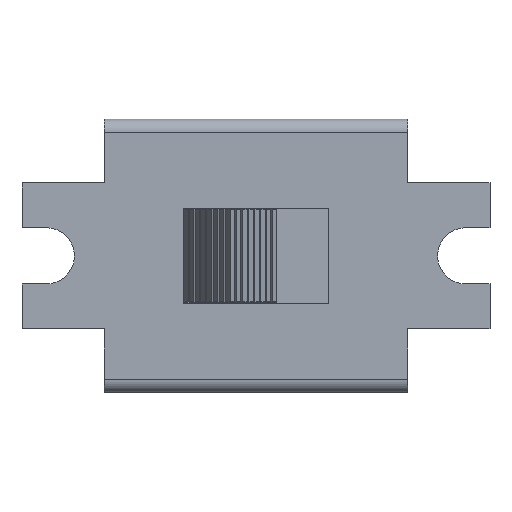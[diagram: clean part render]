
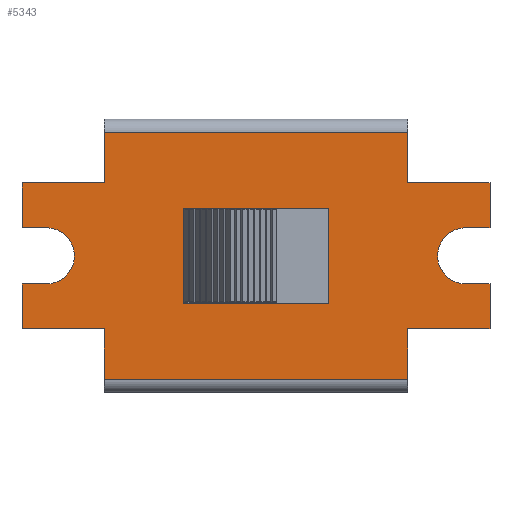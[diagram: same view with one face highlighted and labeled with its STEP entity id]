
A CAD part, top view. The second image highlights one B-rep face of the part: STEP entity #5343.
In plain terms, the highlighted planar face has unit normal (0, 0, 1).
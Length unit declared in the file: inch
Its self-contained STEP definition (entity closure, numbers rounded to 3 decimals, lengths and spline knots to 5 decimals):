
#144=FACE_BOUND('',#770,.T.);
#212=CIRCLE('',#5656,0.04626);
#216=CIRCLE('',#5669,0.04626);
#487=FACE_OUTER_BOUND('',#769,.T.);
#769=EDGE_LOOP('',(#4615,#4616,#4617,#4618,#4619,#4620,#4621,#4622,#4623,
#4624,#4625,#4626,#4627,#4628,#4629,#4630,#4631,#4632,#4633,#4634));
#770=EDGE_LOOP('',(#4635,#4636,#4637,#4638));
#1225=LINE('',#9206,#1831);
#1229=LINE('',#9213,#1835);
#1232=LINE('',#9219,#1838);
#1236=LINE('',#9231,#1842);
#1239=LINE('',#9237,#1845);
#1242=LINE('',#9243,#1848);
#1247=LINE('',#9253,#1853);
#1262=LINE('',#9287,#1868);
#1265=LINE('',#9292,#1871);
#1267=LINE('',#9296,#1873);
#1270=LINE('',#9304,#1876);
#1272=LINE('',#9308,#1878);
#1274=LINE('',#9312,#1880);
#1276=LINE('',#9317,#1882);
#1280=LINE('',#9325,#1886);
#1283=LINE('',#9331,#1889);
#1286=LINE('',#9336,#1892);
#1315=LINE('',#9391,#1921);
#1316=LINE('',#9394,#1922);
#1317=LINE('',#9398,#1923);
#1318=LINE('',#9399,#1924);
#1319=LINE('',#9400,#1925);
#1831=VECTOR('',#6654,0.3937);
#1835=VECTOR('',#6660,0.3937);
#1838=VECTOR('',#6665,0.3937);
#1842=VECTOR('',#6677,0.3937);
#1845=VECTOR('',#6682,0.3937);
#1848=VECTOR('',#6687,0.3937);
#1853=VECTOR('',#6696,0.3937);
#1868=VECTOR('',#6717,0.3937);
#1871=VECTOR('',#6722,0.3937);
#1873=VECTOR('',#6726,0.3937);
#1876=VECTOR('',#6735,0.3937);
#1878=VECTOR('',#6739,0.3937);
#1880=VECTOR('',#6743,0.3937);
#1882=VECTOR('',#6747,0.3937);
#1886=VECTOR('',#6753,0.3937);
#1889=VECTOR('',#6758,0.3937);
#1892=VECTOR('',#6763,0.3937);
#1921=VECTOR('',#6842,0.3937);
#1922=VECTOR('',#6847,0.3937);
#1923=VECTOR('',#6850,0.3937);
#1924=VECTOR('',#6851,0.3937);
#1925=VECTOR('',#6852,0.3937);
#2431=VERTEX_POINT('',#9204);
#2432=VERTEX_POINT('',#9205);
#2434=VERTEX_POINT('',#9212);
#2436=VERTEX_POINT('',#9218);
#2438=VERTEX_POINT('',#9224);
#2440=VERTEX_POINT('',#9230);
#2442=VERTEX_POINT('',#9236);
#2444=VERTEX_POINT('',#9242);
#2447=VERTEX_POINT('',#9251);
#2462=VERTEX_POINT('',#9285);
#2463=VERTEX_POINT('',#9286);
#2464=VERTEX_POINT('',#9291);
#2465=VERTEX_POINT('',#9295);
#2466=VERTEX_POINT('',#9299);
#2467=VERTEX_POINT('',#9303);
#2468=VERTEX_POINT('',#9307);
#2469=VERTEX_POINT('',#9311);
#2470=VERTEX_POINT('',#9315);
#2471=VERTEX_POINT('',#9316);
#2474=VERTEX_POINT('',#9324);
#2476=VERTEX_POINT('',#9330);
#2478=VERTEX_POINT('',#9390);
#2479=VERTEX_POINT('',#9396);
#2480=VERTEX_POINT('',#9397);
#3127=EDGE_CURVE('',#2431,#2432,#1225,.T.);
#3131=EDGE_CURVE('',#2434,#2431,#1229,.T.);
#3134=EDGE_CURVE('',#2436,#2434,#1232,.T.);
#3137=EDGE_CURVE('',#2438,#2436,#212,.T.);
#3140=EDGE_CURVE('',#2440,#2438,#1236,.T.);
#3143=EDGE_CURVE('',#2442,#2440,#1239,.T.);
#3146=EDGE_CURVE('',#2444,#2442,#1242,.T.);
#3152=EDGE_CURVE('',#2447,#2444,#1247,.T.);
#3168=EDGE_CURVE('',#2462,#2463,#1262,.T.);
#3171=EDGE_CURVE('',#2464,#2462,#1265,.T.);
#3173=EDGE_CURVE('',#2465,#2464,#1267,.T.);
#3175=EDGE_CURVE('',#2466,#2465,#216,.T.);
#3177=EDGE_CURVE('',#2467,#2466,#1270,.T.);
#3179=EDGE_CURVE('',#2468,#2467,#1272,.T.);
#3181=EDGE_CURVE('',#2469,#2468,#1274,.T.);
#3183=EDGE_CURVE('',#2470,#2471,#1276,.T.);
#3187=EDGE_CURVE('',#2474,#2470,#1280,.T.);
#3190=EDGE_CURVE('',#2476,#2474,#1283,.T.);
#3193=EDGE_CURVE('',#2471,#2476,#1286,.T.);
#3222=EDGE_CURVE('',#2463,#2478,#1315,.T.);
#3224=EDGE_CURVE('',#2478,#2447,#1316,.T.);
#3225=EDGE_CURVE('',#2479,#2480,#1317,.T.);
#3226=EDGE_CURVE('',#2432,#2479,#1318,.T.);
#3227=EDGE_CURVE('',#2480,#2469,#1319,.T.);
#4615=ORIENTED_EDGE('',*,*,#3225,.F.);
#4616=ORIENTED_EDGE('',*,*,#3226,.F.);
#4617=ORIENTED_EDGE('',*,*,#3127,.F.);
#4618=ORIENTED_EDGE('',*,*,#3131,.F.);
#4619=ORIENTED_EDGE('',*,*,#3134,.F.);
#4620=ORIENTED_EDGE('',*,*,#3137,.F.);
#4621=ORIENTED_EDGE('',*,*,#3140,.F.);
#4622=ORIENTED_EDGE('',*,*,#3143,.F.);
#4623=ORIENTED_EDGE('',*,*,#3146,.F.);
#4624=ORIENTED_EDGE('',*,*,#3152,.F.);
#4625=ORIENTED_EDGE('',*,*,#3224,.F.);
#4626=ORIENTED_EDGE('',*,*,#3222,.F.);
#4627=ORIENTED_EDGE('',*,*,#3168,.F.);
#4628=ORIENTED_EDGE('',*,*,#3171,.F.);
#4629=ORIENTED_EDGE('',*,*,#3173,.F.);
#4630=ORIENTED_EDGE('',*,*,#3175,.F.);
#4631=ORIENTED_EDGE('',*,*,#3177,.F.);
#4632=ORIENTED_EDGE('',*,*,#3179,.F.);
#4633=ORIENTED_EDGE('',*,*,#3181,.F.);
#4634=ORIENTED_EDGE('',*,*,#3227,.F.);
#4635=ORIENTED_EDGE('',*,*,#3193,.T.);
#4636=ORIENTED_EDGE('',*,*,#3190,.T.);
#4637=ORIENTED_EDGE('',*,*,#3187,.T.);
#4638=ORIENTED_EDGE('',*,*,#3183,.T.);
#5071=PLANE('',#5704);
#5343=ADVANCED_FACE('',(#487,#144),#5071,.T.);
#5656=AXIS2_PLACEMENT_3D('',#9225,#6670,#6671);
#5669=AXIS2_PLACEMENT_3D('',#9300,#6730,#6731);
#5704=AXIS2_PLACEMENT_3D('',#9395,#6848,#6849);
#6654=DIRECTION('',(-1.,0.,0.));
#6660=DIRECTION('',(0.,-1.,0.));
#6665=DIRECTION('',(1.,0.,0.));
#6670=DIRECTION('center_axis',(0.,0.,1.));
#6671=DIRECTION('ref_axis',(0.,1.,0.));
#6677=DIRECTION('',(-1.,0.,0.));
#6682=DIRECTION('',(0.,-1.,0.));
#6687=DIRECTION('',(1.,0.,0.));
#6696=DIRECTION('',(0.,-1.,0.));
#6717=DIRECTION('',(1.,0.,0.));
#6722=DIRECTION('',(0.,1.,0.));
#6726=DIRECTION('',(-1.,0.,0.));
#6730=DIRECTION('center_axis',(0.,0.,1.));
#6731=DIRECTION('ref_axis',(0.,-1.,0.));
#6735=DIRECTION('',(1.,0.,0.));
#6739=DIRECTION('',(0.,1.,0.));
#6743=DIRECTION('',(-1.,0.,0.));
#6747=DIRECTION('',(-1.,0.,0.));
#6753=DIRECTION('',(0.,-1.,0.));
#6758=DIRECTION('',(1.,0.,0.));
#6763=DIRECTION('',(0.,1.,0.));
#6842=DIRECTION('',(0.,1.,0.));
#6847=DIRECTION('',(1.,0.,0.));
#6848=DIRECTION('center_axis',(0.,0.,1.));
#6849=DIRECTION('ref_axis',(-1.,0.,0.));
#6850=DIRECTION('',(-1.,0.,0.));
#6851=DIRECTION('',(0.,-1.,0.));
#6852=DIRECTION('',(0.,1.,0.));
#9204=CARTESIAN_POINT('',(0.38504,-0.12008,0.3));
#9205=CARTESIAN_POINT('',(0.25,-0.12008,0.3));
#9206=CARTESIAN_POINT('',(0.38504,-0.12008,0.3));
#9212=CARTESIAN_POINT('',(0.38504,-0.04626,0.3));
#9213=CARTESIAN_POINT('',(0.38504,-0.04626,0.3));
#9218=CARTESIAN_POINT('',(0.34508,-0.04626,0.3));
#9219=CARTESIAN_POINT('',(0.34508,-0.04626,0.3));
#9224=CARTESIAN_POINT('',(0.34508,0.04626,0.3));
#9225=CARTESIAN_POINT('Origin',(0.34508,0.,0.3));
#9230=CARTESIAN_POINT('',(0.38504,0.04626,0.3));
#9231=CARTESIAN_POINT('',(0.38504,0.04626,0.3));
#9236=CARTESIAN_POINT('',(0.38504,0.12008,0.3));
#9237=CARTESIAN_POINT('',(0.38504,0.12008,0.3));
#9242=CARTESIAN_POINT('',(0.25,0.12008,0.3));
#9243=CARTESIAN_POINT('',(0.25,0.12008,0.3));
#9251=CARTESIAN_POINT('',(0.25,0.20295,0.3));
#9253=CARTESIAN_POINT('',(0.25,0.225,0.3));
#9285=CARTESIAN_POINT('',(-0.38504,0.12008,0.3));
#9286=CARTESIAN_POINT('',(-0.25,0.12008,0.3));
#9287=CARTESIAN_POINT('',(-0.38504,0.12008,0.3));
#9291=CARTESIAN_POINT('',(-0.38504,0.04626,0.3));
#9292=CARTESIAN_POINT('',(-0.38504,0.04626,0.3));
#9295=CARTESIAN_POINT('',(-0.34508,0.04626,0.3));
#9296=CARTESIAN_POINT('',(-0.34508,0.04626,0.3));
#9299=CARTESIAN_POINT('',(-0.34508,-0.04626,0.3));
#9300=CARTESIAN_POINT('Origin',(-0.34508,0.,0.3));
#9303=CARTESIAN_POINT('',(-0.38504,-0.04626,0.3));
#9304=CARTESIAN_POINT('',(-0.38504,-0.04626,0.3));
#9307=CARTESIAN_POINT('',(-0.38504,-0.12008,0.3));
#9308=CARTESIAN_POINT('',(-0.38504,-0.12008,0.3));
#9311=CARTESIAN_POINT('',(-0.25,-0.12008,0.3));
#9312=CARTESIAN_POINT('',(-0.25,-0.12008,0.3));
#9315=CARTESIAN_POINT('',(0.12008,-0.07874,0.3));
#9316=CARTESIAN_POINT('',(-0.12008,-0.07874,0.3));
#9317=CARTESIAN_POINT('',(0.06004,-0.07874,0.3));
#9324=CARTESIAN_POINT('',(0.12008,0.07874,0.3));
#9325=CARTESIAN_POINT('',(0.12008,0.03937,0.3));
#9330=CARTESIAN_POINT('',(-0.12008,0.07874,0.3));
#9331=CARTESIAN_POINT('',(-0.06004,0.07874,0.3));
#9336=CARTESIAN_POINT('',(-0.12008,-0.03937,0.3));
#9390=CARTESIAN_POINT('',(-0.25,0.20295,0.3));
#9391=CARTESIAN_POINT('',(-0.25,0.12008,0.3));
#9394=CARTESIAN_POINT('',(-0.125,0.20295,0.3));
#9395=CARTESIAN_POINT('Origin',(0.,0.,
0.3));
#9396=CARTESIAN_POINT('',(0.25,-0.20295,0.3));
#9397=CARTESIAN_POINT('',(-0.25,-0.20295,0.3));
#9398=CARTESIAN_POINT('',(0.125,-0.20295,0.3));
#9399=CARTESIAN_POINT('',(0.25,-0.12008,0.3));
#9400=CARTESIAN_POINT('',(-0.25,-0.225,0.3));
